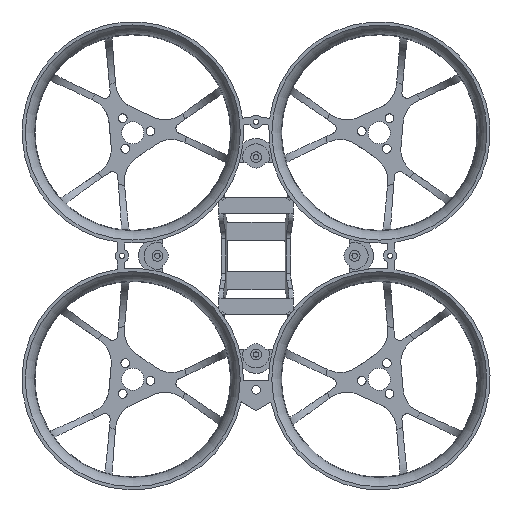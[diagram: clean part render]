
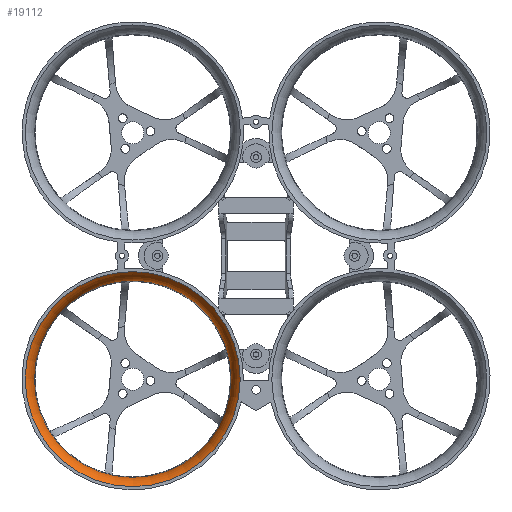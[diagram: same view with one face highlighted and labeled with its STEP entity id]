
A CAD part, top view. The second image highlights one B-rep face of the part: STEP entity #19112.
In plain terms, the highlighted toroidal (fillet/blend) face has major radius 23.366 mm and minor radius 5 mm.
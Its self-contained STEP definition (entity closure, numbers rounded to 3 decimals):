
#291=TOROIDAL_SURFACE('',#20530,23.366,5.);
#4538=FACE_OUTER_BOUND('',#5575,.T.);
#5575=EDGE_LOOP('',(#14819,#14820,#14821,#14822,#14823));
#6499=CIRCLE('',#20531,18.385);
#6500=CIRCLE('',#20532,5.);
#6501=CIRCLE('',#20533,20.05);
#6502=CIRCLE('',#20534,18.385);
#8279=VERTEX_POINT('',#34186);
#8280=VERTEX_POINT('',#34187);
#8281=VERTEX_POINT('',#34189);
#10663=EDGE_CURVE('',#8279,#8280,#6499,.T.);
#10664=EDGE_CURVE('',#8279,#8281,#6500,.T.);
#10665=EDGE_CURVE('',#8281,#8281,#6501,.T.);
#10666=EDGE_CURVE('',#8280,#8279,#6502,.T.);
#14819=ORIENTED_EDGE('',*,*,#10663,.F.);
#14820=ORIENTED_EDGE('',*,*,#10664,.T.);
#14821=ORIENTED_EDGE('',*,*,#10665,.T.);
#14822=ORIENTED_EDGE('',*,*,#10664,.F.);
#14823=ORIENTED_EDGE('',*,*,#10666,.F.);
#19112=ADVANCED_FACE('',(#4538),#291,.T.);
#20530=AXIS2_PLACEMENT_3D('',#34185,#23814,#23815);
#20531=AXIS2_PLACEMENT_3D('',#34188,#23816,#23817);
#20532=AXIS2_PLACEMENT_3D('',#34190,#23818,#23819);
#20533=AXIS2_PLACEMENT_3D('',#34191,#23820,#23821);
#20534=AXIS2_PLACEMENT_3D('',#34192,#23822,#23823);
#23814=DIRECTION('center_axis',(0.,0.,1.));
#23815=DIRECTION('ref_axis',(-1.,0.,0.));
#23816=DIRECTION('center_axis',(0.,0.,1.));
#23817=DIRECTION('ref_axis',(-1.,0.,0.));
#23818=DIRECTION('center_axis',(0.,1.,0.));
#23819=DIRECTION('ref_axis',(1.,0.,0.));
#23820=DIRECTION('center_axis',(0.,0.,1.));
#23821=DIRECTION('ref_axis',(-1.,0.,0.));
#23822=DIRECTION('center_axis',(0.,0.,1.));
#23823=DIRECTION('ref_axis',(-1.,0.,0.));
#34185=CARTESIAN_POINT('Origin',(-23.,-22.981,9.758));
#34186=CARTESIAN_POINT('',(-4.615,-22.981,10.194));
#34187=CARTESIAN_POINT('',(-23.,-41.366,10.194));
#34188=CARTESIAN_POINT('Origin',(-23.,-22.981,10.194));
#34189=CARTESIAN_POINT('',(-2.95,-22.981,13.5));
#34190=CARTESIAN_POINT('Origin',(0.366,-22.981,9.758));
#34191=CARTESIAN_POINT('Origin',(-23.,-22.981,13.5));
#34192=CARTESIAN_POINT('Origin',(-23.,-22.981,10.194));
